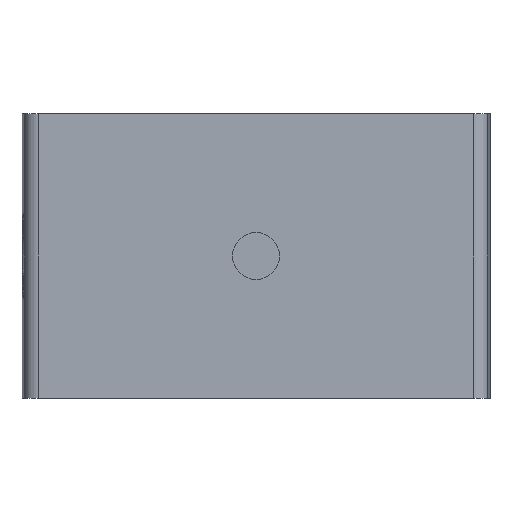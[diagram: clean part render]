
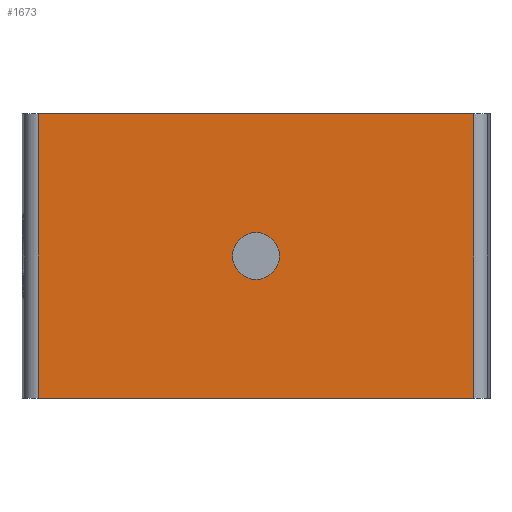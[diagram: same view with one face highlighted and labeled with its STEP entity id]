
A CAD part, left-side view. The second image highlights one B-rep face of the part: STEP entity #1673.
In plain terms, the highlighted planar face has unit normal (-1, 0, 0).
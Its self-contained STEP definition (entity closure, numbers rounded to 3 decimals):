
#97=CIRCLE('',#1809,2.5);
#223=ORIENTED_EDGE('',*,*,#700,.F.);
#224=ORIENTED_EDGE('',*,*,#701,.T.);
#225=ORIENTED_EDGE('',*,*,#702,.F.);
#226=ORIENTED_EDGE('',*,*,#703,.F.);
#227=ORIENTED_EDGE('',*,*,#704,.T.);
#700=EDGE_CURVE('',#938,#938,#97,.F.);
#701=EDGE_CURVE('',#939,#940,#1091,.T.);
#702=EDGE_CURVE('',#941,#940,#1092,.T.);
#703=EDGE_CURVE('',#942,#941,#1093,.T.);
#704=EDGE_CURVE('',#942,#939,#1094,.T.);
#938=VERTEX_POINT('',#2646);
#939=VERTEX_POINT('',#2648);
#940=VERTEX_POINT('',#2649);
#941=VERTEX_POINT('',#2651);
#942=VERTEX_POINT('',#2653);
#1091=LINE('',#2647,#1222);
#1092=LINE('',#2650,#1223);
#1093=LINE('',#2652,#1224);
#1094=LINE('',#2654,#1225);
#1222=VECTOR('',#2067,1000.);
#1223=VECTOR('',#2068,1000.);
#1224=VECTOR('',#2069,1000.);
#1225=VECTOR('',#2070,1000.);
#1341=EDGE_LOOP('',(#223));
#1342=EDGE_LOOP('',(#224,#225,#226,#227));
#1484=FACE_BOUND('',#1341,.T.);
#1485=FACE_BOUND('',#1342,.T.);
#1624=PLANE('',#1808);
#1673=ADVANCED_FACE('',(#1484,#1485),#1624,.F.);
#1808=AXIS2_PLACEMENT_3D('',#2644,#2063,#2064);
#1809=AXIS2_PLACEMENT_3D('',#2645,#2065,#2066);
#2063=DIRECTION('',(1.,0.,0.));
#2064=DIRECTION('',(0.,0.,-1.));
#2065=DIRECTION('',(1.,0.,0.));
#2066=DIRECTION('',(0.,0.,-1.));
#2067=DIRECTION('',(0.,-1.,0.));
#2068=DIRECTION('',(0.,0.,-1.));
#2069=DIRECTION('',(0.,-1.,0.));
#2070=DIRECTION('',(0.,0.,-1.));
#2644=CARTESIAN_POINT('',(-69.,48.247,15.2));
#2645=CARTESIAN_POINT('',(-69.,25.,0.));
#2646=CARTESIAN_POINT('',(-69.,25.,-2.5));
#2647=CARTESIAN_POINT('',(-69.,48.247,-15.2));
#2648=CARTESIAN_POINT('',(-69.,48.247,-15.2));
#2649=CARTESIAN_POINT('',(-69.,1.753,-15.2));
#2650=CARTESIAN_POINT('',(-69.,1.753,15.2));
#2651=CARTESIAN_POINT('',(-69.,1.753,15.2));
#2652=CARTESIAN_POINT('',(-69.,48.247,15.2));
#2653=CARTESIAN_POINT('',(-69.,48.247,15.2));
#2654=CARTESIAN_POINT('',(-69.,48.247,15.2));
